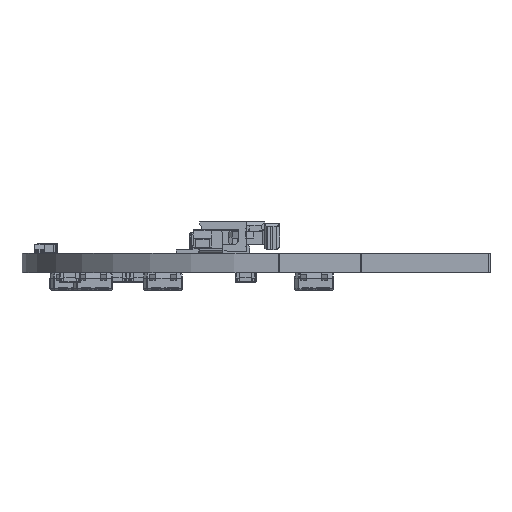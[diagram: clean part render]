
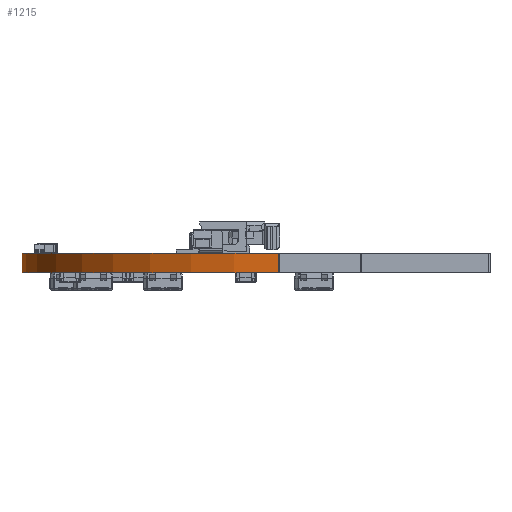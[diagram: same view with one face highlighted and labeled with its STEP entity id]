
A CAD part, left-side view. The second image highlights one B-rep face of the part: STEP entity #1215.
In plain terms, the highlighted cylindrical face has radius 22.602 mm (diameter 45.204 mm), a partial arc.
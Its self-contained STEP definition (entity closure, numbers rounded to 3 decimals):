
#1190 = VERTEX_POINT('',#1191);
#1191 = CARTESIAN_POINT('',(-27.5,28.102,1.646));
#1197 = EDGE_CURVE('',#1198,#1190,#1200,.T.);
#1198 = VERTEX_POINT('',#1199);
#1199 = CARTESIAN_POINT('',(-27.5,28.102,0.));
#1200 = LINE('',#1201,#1202);
#1201 = CARTESIAN_POINT('',(-27.5,28.102,0.));
#1202 = VECTOR('',#1203,1.);
#1203 = DIRECTION('',(0.,0.,1.));
#1215 = ADVANCED_FACE('',(#1216),#1243,.T.);
#1216 = FACE_BOUND('',#1217,.F.);
#1217 = EDGE_LOOP('',(#1218,#1219,#1228,#1236));
#1218 = ORIENTED_EDGE('',*,*,#1197,.T.);
#1219 = ORIENTED_EDGE('',*,*,#1220,.T.);
#1220 = EDGE_CURVE('',#1190,#1221,#1223,.T.);
#1221 = VERTEX_POINT('',#1222);
#1222 = CARTESIAN_POINT('',(-50.096,6.035,1.646));
#1223 = CIRCLE('',#1224,22.602);
#1224 = AXIS2_PLACEMENT_3D('',#1225,#1226,#1227);
#1225 = CARTESIAN_POINT('',(-27.5,5.5,1.646));
#1226 = DIRECTION('',(0.,0.,1.));
#1227 = DIRECTION('',(0.,1.,0.));
#1228 = ORIENTED_EDGE('',*,*,#1229,.F.);
#1229 = EDGE_CURVE('',#1230,#1221,#1232,.T.);
#1230 = VERTEX_POINT('',#1231);
#1231 = CARTESIAN_POINT('',(-50.096,6.035,0.));
#1232 = LINE('',#1233,#1234);
#1233 = CARTESIAN_POINT('',(-50.096,6.035,0.));
#1234 = VECTOR('',#1235,1.);
#1235 = DIRECTION('',(0.,0.,1.));
#1236 = ORIENTED_EDGE('',*,*,#1237,.F.);
#1237 = EDGE_CURVE('',#1198,#1230,#1238,.T.);
#1238 = CIRCLE('',#1239,22.602);
#1239 = AXIS2_PLACEMENT_3D('',#1240,#1241,#1242);
#1240 = CARTESIAN_POINT('',(-27.5,5.5,0.));
#1241 = DIRECTION('',(0.,0.,1.));
#1242 = DIRECTION('',(0.,1.,0.));
#1243 = CYLINDRICAL_SURFACE('',#1244,22.602);
#1244 = AXIS2_PLACEMENT_3D('',#1245,#1246,#1247);
#1245 = CARTESIAN_POINT('',(-27.5,5.5,0.));
#1246 = DIRECTION('',(0.,0.,-1.));
#1247 = DIRECTION('',(0.,1.,0.));
